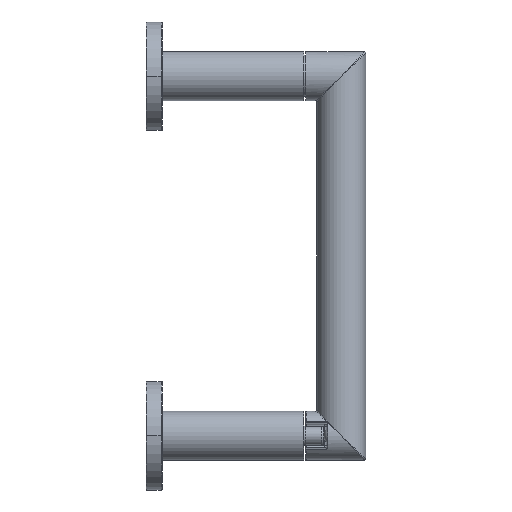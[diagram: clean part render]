
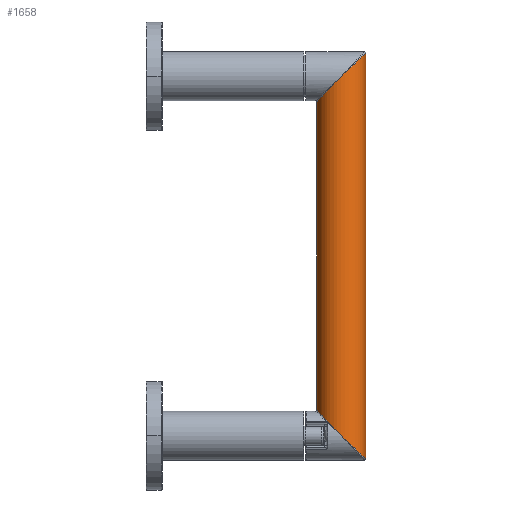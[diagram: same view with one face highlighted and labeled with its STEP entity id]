
A CAD part, front view. The second image highlights one B-rep face of the part: STEP entity #1658.
In plain terms, the highlighted cylindrical face has radius 9.995 mm (diameter 19.99 mm), a partial arc.
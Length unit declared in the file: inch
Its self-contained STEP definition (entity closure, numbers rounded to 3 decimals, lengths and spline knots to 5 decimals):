
#854=DIRECTION('',(0.,0.,-1.));
#855=VECTOR('',#854,4.973);
#856=CARTESIAN_POINT('',(2.492,0.,2.4865));
#857=LINE('',#856,#855);
#887=CARTESIAN_POINT('',(3.279,0.,3.2735));
#888=CARTESIAN_POINT('',(3.279,-0.0209,3.2735));
#889=CARTESIAN_POINT('',(3.27564,-0.06347,3.27032));
#890=CARTESIAN_POINT('',(3.25982,-0.12739,3.2553));
#891=CARTESIAN_POINT('',(3.23205,-0.19091,3.22894));
#892=CARTESIAN_POINT('',(3.19051,-0.25258,3.18951));
#893=CARTESIAN_POINT('',(3.13394,-0.30869,3.13581));
#894=CARTESIAN_POINT('',(3.06366,-0.35466,3.06911));
#895=CARTESIAN_POINT('',(2.97545,-0.38681,2.98538));
#896=CARTESIAN_POINT('',(2.91586,-0.3935,2.92882));
#897=CARTESIAN_POINT('',(2.8855,-0.3935,2.9));
#899=DIRECTION('',(0.,0.,-1.));
#900=VECTOR('',#899,6.547);
#901=CARTESIAN_POINT('',(3.279,0.,3.2735));
#902=LINE('',#901,#900);
#903=CARTESIAN_POINT('',(3.279,0.,
-3.2735));
#904=CARTESIAN_POINT('',(3.279,-0.0209,
-3.2735));
#905=CARTESIAN_POINT('',(3.27565,-0.06347,
-3.27032));
#906=CARTESIAN_POINT('',(3.25982,-0.12739,
-3.2553));
#907=CARTESIAN_POINT('',(3.23205,-0.19091,
-3.22894));
#908=CARTESIAN_POINT('',(3.19051,-0.25258,
-3.18951));
#909=CARTESIAN_POINT('',(3.13394,-0.30869,
-3.13581));
#910=CARTESIAN_POINT('',(3.06366,-0.35466,
-3.06911));
#911=CARTESIAN_POINT('',(2.97545,-0.38682,
-2.98538));
#912=CARTESIAN_POINT('',(2.91586,-0.39349,
-2.92882));
#913=CARTESIAN_POINT('',(2.8855,-0.3935,
-2.9));
#915=CARTESIAN_POINT('',(2.492,0.,
-2.4865));
#916=CARTESIAN_POINT('',(2.492,-0.02057,
-2.48651));
#917=CARTESIAN_POINT('',(2.49526,-0.06259,
-2.48993));
#918=CARTESIAN_POINT('',(2.51068,-0.12584,
-2.50613));
#919=CARTESIAN_POINT('',(2.53817,-0.18951,
-2.53501));
#920=CARTESIAN_POINT('',(2.57956,-0.25145,
-2.57851));
#921=CARTESIAN_POINT('',(2.63572,-0.3076,
-2.63753));
#922=CARTESIAN_POINT('',(2.70535,-0.35351,
-2.7107));
#923=CARTESIAN_POINT('',(2.79159,-0.38589,
-2.80131));
#924=CARTESIAN_POINT('',(2.85342,-0.39349,
-2.86629));
#925=CARTESIAN_POINT('',(2.8855,-0.3935,
-2.9));
#927=CARTESIAN_POINT('',(2.492,0.,2.4865));
#928=CARTESIAN_POINT('',(2.492,-0.02057,2.48651));
#929=CARTESIAN_POINT('',(2.49526,-0.06259,2.48993));
#930=CARTESIAN_POINT('',(2.51068,-0.12584,2.50613));
#931=CARTESIAN_POINT('',(2.53817,-0.18951,2.53501));
#932=CARTESIAN_POINT('',(2.57956,-0.25145,2.57851));
#933=CARTESIAN_POINT('',(2.63573,-0.3076,2.63753));
#934=CARTESIAN_POINT('',(2.70536,-0.35351,2.7107));
#935=CARTESIAN_POINT('',(2.79159,-0.3859,2.80132));
#936=CARTESIAN_POINT('',(2.85343,-0.39347,2.8663));
#937=CARTESIAN_POINT('',(2.8855,-0.3935,2.9));
#954=CARTESIAN_POINT('',(2.8855,-0.3935,2.9));
#1352=CARTESIAN_POINT('',(2.492,0.,
2.4865));
#1353=CARTESIAN_POINT('',(2.492,0.,
-2.4865));
#1354=VERTEX_POINT('',#1352);
#1355=VERTEX_POINT('',#1353);
#1359=VERTEX_POINT('',#954);
#1360=VERTEX_POINT('',#887);
#1362=VERTEX_POINT('',#903);
#1363=VERTEX_POINT('',#913);
#1642=CARTESIAN_POINT('',(2.8855,0.,2.9));
#1643=DIRECTION('',(0.,0.,-1.));
#1644=DIRECTION('',(-1.,0.,0.));
#1645=AXIS2_PLACEMENT_3D('',#1642,#1643,#1644);
#1646=CYLINDRICAL_SURFACE('',#1645,0.3935);
#1648=ORIENTED_EDGE('',*,*,#1647,.F.);
#1649=ORIENTED_EDGE('',*,*,#1524,.T.);
#1651=ORIENTED_EDGE('',*,*,#1650,.T.);
#1653=ORIENTED_EDGE('',*,*,#1652,.F.);
#1654=ORIENTED_EDGE('',*,*,#1518,.F.);
#1655=ORIENTED_EDGE('',*,*,#1634,.T.);
#1656=EDGE_LOOP('',(#1648,#1649,#1651,#1653,#1654,#1655));
#1657=FACE_OUTER_BOUND('',#1656,.F.);
#1658=ADVANCED_FACE('',(#1657),#1646,.T.);
#898=B_SPLINE_CURVE_WITH_KNOTS('',3,(#887,#888,#889,#890,#891,#892,#893,#894,
#895,#896,#897),.UNSPECIFIED.,.F.,.F.,(4,1,1,1,1,1,1,1,4),(0.,0.125,0.25,
0.375,0.5,0.625,0.75,0.875,1.),.UNSPECIFIED.);
#914=B_SPLINE_CURVE_WITH_KNOTS('',3,(#903,#904,#905,#906,#907,#908,#909,#910,
#911,#912,#913),.UNSPECIFIED.,.F.,.F.,(4,1,1,1,1,1,1,1,4),(0.,0.125,0.25,
0.375,0.5,0.625,0.75,0.875,1.),.UNSPECIFIED.);
#926=B_SPLINE_CURVE_WITH_KNOTS('',3,(#915,#916,#917,#918,#919,#920,#921,#922,
#923,#924,#925),.UNSPECIFIED.,.F.,.F.,(4,1,1,1,1,1,1,1,4),(0.,0.125,0.25,
0.375,0.5,0.625,0.75,0.875,1.),.UNSPECIFIED.);
#938=B_SPLINE_CURVE_WITH_KNOTS('',3,(#927,#928,#929,#930,#931,#932,#933,#934,
#935,#936,#937),.UNSPECIFIED.,.F.,.F.,(4,1,1,1,1,1,1,1,4),(0.,0.125,0.25,
0.375,0.5,0.625,0.75,0.875,1.),.UNSPECIFIED.);
#1518=EDGE_CURVE('',#1354,#1355,#857,.T.);
#1524=EDGE_CURVE('',#1360,#1362,#902,.T.);
#1634=EDGE_CURVE('',#1354,#1359,#938,.T.);
#1647=EDGE_CURVE('',#1360,#1359,#898,.T.);
#1650=EDGE_CURVE('',#1362,#1363,#914,.T.);
#1652=EDGE_CURVE('',#1355,#1363,#926,.T.);
